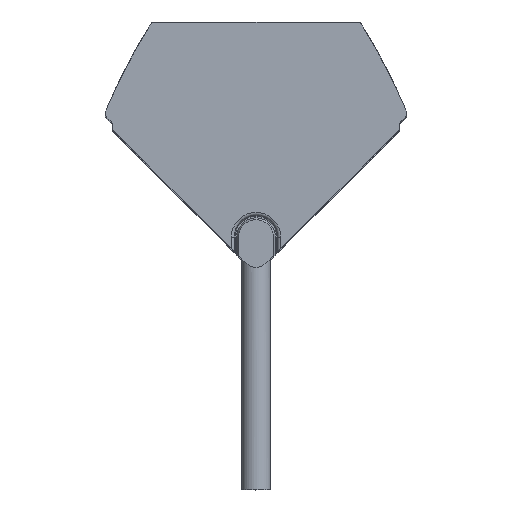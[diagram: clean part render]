
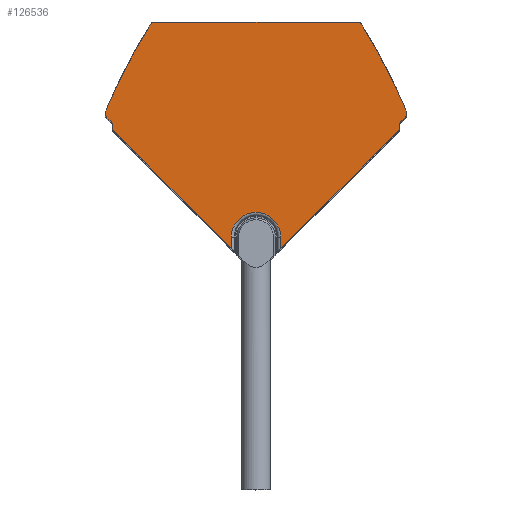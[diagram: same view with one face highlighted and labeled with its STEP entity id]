
A CAD part, top view. The second image highlights one B-rep face of the part: STEP entity #126536.
In plain terms, the highlighted planar face has unit normal (0, 0, 1).
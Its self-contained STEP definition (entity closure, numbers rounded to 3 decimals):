
#7270=CIRCLE('',#135253,1.5);
#7272=CIRCLE('',#135256,170.951);
#7274=CIRCLE('',#135259,1.595);
#7276=CIRCLE('',#135263,1.5);
#7278=CIRCLE('',#135266,170.951);
#7280=CIRCLE('',#135269,1.595);
#7281=CIRCLE('',#135273,6.394);
#11959=FACE_OUTER_BOUND('',#18770,.T.);
#18770=EDGE_LOOP('',(#94753,#94754,#94755,#94756,#94757,#94758,#94759,#94760,
#94761,#94762,#94763,#94764,#94765,#94766,#94767,#94768,#94769,#94770));
#29049=LINE('',#192639,#41486);
#29545=LINE('',#194110,#41982);
#29549=LINE('',#194119,#41986);
#29561=LINE('',#194149,#41998);
#29564=LINE('',#194154,#42001);
#29569=LINE('',#194175,#42006);
#29574=LINE('',#194197,#42011);
#29576=LINE('',#194200,#42013);
#29577=LINE('',#194203,#42014);
#29578=LINE('',#194205,#42015);
#29579=LINE('',#194207,#42016);
#41486=VECTOR('',#155817,10.);
#41982=VECTOR('',#157215,10.);
#41986=VECTOR('',#157223,10.);
#41998=VECTOR('',#157245,10.);
#42001=VECTOR('',#157250,10.);
#42006=VECTOR('',#157275,10.);
#42011=VECTOR('',#157300,10.);
#42013=VECTOR('',#157304,10.);
#42014=VECTOR('',#157307,10.);
#42015=VECTOR('',#157308,10.);
#42016=VECTOR('',#157309,10.);
#52950=VERTEX_POINT('',#192635);
#52951=VERTEX_POINT('',#192637);
#53378=VERTEX_POINT('',#194107);
#53379=VERTEX_POINT('',#194109);
#53382=VERTEX_POINT('',#194118);
#53394=VERTEX_POINT('',#194146);
#53395=VERTEX_POINT('',#194148);
#53396=VERTEX_POINT('',#194152);
#53399=VERTEX_POINT('',#194159);
#53400=VERTEX_POINT('',#194161);
#53402=VERTEX_POINT('',#194167);
#53405=VERTEX_POINT('',#194180);
#53406=VERTEX_POINT('',#194182);
#53408=VERTEX_POINT('',#194188);
#53409=VERTEX_POINT('',#194195);
#53410=VERTEX_POINT('',#194202);
#53411=VERTEX_POINT('',#194204);
#53412=VERTEX_POINT('',#194206);
#67429=EDGE_CURVE('',#52951,#52950,#29049,.T.);
#68119=EDGE_CURVE('',#53379,#53378,#29545,.T.);
#68124=EDGE_CURVE('',#53382,#53379,#29549,.T.);
#68139=EDGE_CURVE('',#53395,#53394,#29561,.T.);
#68142=EDGE_CURVE('',#53396,#53395,#29564,.T.);
#68145=EDGE_CURVE('',#53400,#53399,#7270,.T.);
#68148=EDGE_CURVE('',#53402,#53400,#7272,.T.);
#68151=EDGE_CURVE('',#52951,#53402,#7274,.T.);
#68153=EDGE_CURVE('',#53399,#53396,#29569,.T.);
#68156=EDGE_CURVE('',#53405,#53406,#7276,.T.);
#68160=EDGE_CURVE('',#53408,#53405,#7278,.T.);
#68162=EDGE_CURVE('',#52950,#53408,#7280,.T.);
#68164=EDGE_CURVE('',#53378,#53409,#29574,.T.);
#68166=EDGE_CURVE('',#53409,#53406,#29576,.T.);
#68167=EDGE_CURVE('',#53382,#53410,#29577,.T.);
#68168=EDGE_CURVE('',#53394,#53411,#29578,.T.);
#68169=EDGE_CURVE('',#53412,#53411,#29579,.T.);
#68170=EDGE_CURVE('',#53410,#53412,#7281,.T.);
#94753=ORIENTED_EDGE('',*,*,#68167,.F.);
#94754=ORIENTED_EDGE('',*,*,#68124,.T.);
#94755=ORIENTED_EDGE('',*,*,#68119,.T.);
#94756=ORIENTED_EDGE('',*,*,#68164,.T.);
#94757=ORIENTED_EDGE('',*,*,#68166,.T.);
#94758=ORIENTED_EDGE('',*,*,#68156,.F.);
#94759=ORIENTED_EDGE('',*,*,#68160,.F.);
#94760=ORIENTED_EDGE('',*,*,#68162,.F.);
#94761=ORIENTED_EDGE('',*,*,#67429,.F.);
#94762=ORIENTED_EDGE('',*,*,#68151,.T.);
#94763=ORIENTED_EDGE('',*,*,#68148,.T.);
#94764=ORIENTED_EDGE('',*,*,#68145,.T.);
#94765=ORIENTED_EDGE('',*,*,#68153,.T.);
#94766=ORIENTED_EDGE('',*,*,#68142,.T.);
#94767=ORIENTED_EDGE('',*,*,#68139,.T.);
#94768=ORIENTED_EDGE('',*,*,#68168,.T.);
#94769=ORIENTED_EDGE('',*,*,#68169,.F.);
#94770=ORIENTED_EDGE('',*,*,#68170,.F.);
#114816=PLANE('',#135272);
#126536=ADVANCED_FACE('',(#11959),#114816,.F.);
#135253=AXIS2_PLACEMENT_3D('',#194162,#157256,#157257);
#135256=AXIS2_PLACEMENT_3D('',#194168,#157263,#157264);
#135259=AXIS2_PLACEMENT_3D('',#194172,#157270,#157271);
#135263=AXIS2_PLACEMENT_3D('',#194183,#157281,#157282);
#135266=AXIS2_PLACEMENT_3D('',#194190,#157289,#157290);
#135269=AXIS2_PLACEMENT_3D('',#194193,#157295,#157296);
#135272=AXIS2_PLACEMENT_3D('',#194201,#157305,#157306);
#135273=AXIS2_PLACEMENT_3D('',#194208,#157310,#157311);
#155817=DIRECTION('',(1.,0.,0.));
#157215=DIRECTION('',(0.,1.,0.));
#157223=DIRECTION('',(0.707,0.707,0.));
#157245=DIRECTION('',(0.,-1.,0.));
#157250=DIRECTION('',(0.707,-0.707,0.));
#157256=DIRECTION('center_axis',(0.,0.,
1.));
#157257=DIRECTION('ref_axis',(0.964,0.266,0.));
#157263=DIRECTION('center_axis',(0.,0.,
1.));
#157264=DIRECTION('ref_axis',(-0.853,0.522,0.));
#157270=DIRECTION('center_axis',(0.,0.,
1.));
#157271=DIRECTION('ref_axis',(0.046,0.999,0.));
#157275=DIRECTION('',(0.694,-0.72,0.));
#157281=DIRECTION('center_axis',(0.,0.,
-1.));
#157282=DIRECTION('ref_axis',(0.92,0.392,0.));
#157289=DIRECTION('center_axis',(0.,0.,
-1.));
#157290=DIRECTION('ref_axis',(0.853,0.522,0.));
#157295=DIRECTION('center_axis',(0.,0.,
-1.));
#157296=DIRECTION('ref_axis',(-0.046,0.999,0.));
#157300=DIRECTION('',(0.707,0.707,0.));
#157304=DIRECTION('',(0.694,0.72,0.));
#157305=DIRECTION('center_axis',(0.,0.,
-1.));
#157306=DIRECTION('ref_axis',(-1.,0.,0.));
#157307=DIRECTION('',(0.,1.,0.));
#157308=DIRECTION('',(0.707,-0.707,0.));
#157309=DIRECTION('',(0.,-1.,0.));
#157310=DIRECTION('center_axis',(0.,0.,
1.));
#157311=DIRECTION('ref_axis',(0.,1.,0.));
#192635=CARTESIAN_POINT('',(16.895,-33.323,106.548));
#192637=CARTESIAN_POINT('',(-35.176,-33.323,106.548));
#192639=CARTESIAN_POINT('',(-49.14,-33.323,106.548));
#194107=CARTESIAN_POINT('',(28.001,-59.561,106.548));
#194109=CARTESIAN_POINT('',(28.001,-61.258,106.548));
#194110=CARTESIAN_POINT('',(28.001,-61.258,106.548));
#194118=CARTESIAN_POINT('',(-2.746,-92.005,106.548));
#194119=CARTESIAN_POINT('',(-6.595,-95.854,106.548));
#194146=CARTESIAN_POINT('',(-46.282,-61.258,106.548));
#194148=CARTESIAN_POINT('',(-46.282,-59.561,106.548));
#194149=CARTESIAN_POINT('',(-46.282,-59.561,106.548));
#194152=CARTESIAN_POINT('',(-47.308,-58.535,106.548));
#194154=CARTESIAN_POINT('',(-48.26,-57.583,106.548));
#194159=CARTESIAN_POINT('',(-47.788,-58.036,106.548));
#194161=CARTESIAN_POINT('',(-48.108,-56.388,106.548));
#194162=CARTESIAN_POINT('Origin',(-46.728,-56.976,106.548));
#194167=CARTESIAN_POINT('',(-36.61,-34.083,106.548));
#194168=CARTESIAN_POINT('Origin',(109.183,-123.351,106.548));
#194172=CARTESIAN_POINT('Origin',(-35.25,-34.916,106.548));
#194175=CARTESIAN_POINT('',(-34.675,-71.658,106.548));
#194180=CARTESIAN_POINT('',(29.827,-56.388,106.548));
#194182=CARTESIAN_POINT('',(29.507,-58.036,106.548));
#194183=CARTESIAN_POINT('Origin',(28.447,-56.976,106.548));
#194188=CARTESIAN_POINT('',(18.329,-34.083,106.548));
#194190=CARTESIAN_POINT('Origin',(-127.463,-123.351,106.548));
#194193=CARTESIAN_POINT('Origin',(16.969,-34.916,106.548));
#194195=CARTESIAN_POINT('',(29.027,-58.535,106.548));
#194197=CARTESIAN_POINT('',(28.001,-59.561,106.548));
#194200=CARTESIAN_POINT('',(16.394,-71.658,106.548));
#194201=CARTESIAN_POINT('Origin',(-9.14,-73.323,106.548));
#194202=CARTESIAN_POINT('',(-2.746,-89.073,106.548));
#194203=CARTESIAN_POINT('',(-2.746,-77.26,106.548));
#194204=CARTESIAN_POINT('',(-15.535,-92.005,106.548));
#194205=CARTESIAN_POINT('',(-46.282,-61.258,106.548));
#194206=CARTESIAN_POINT('',(-15.535,-89.073,106.548));
#194207=CARTESIAN_POINT('',(-15.535,-78.242,106.548));
#194208=CARTESIAN_POINT('Origin',(-9.14,-89.073,106.548));
